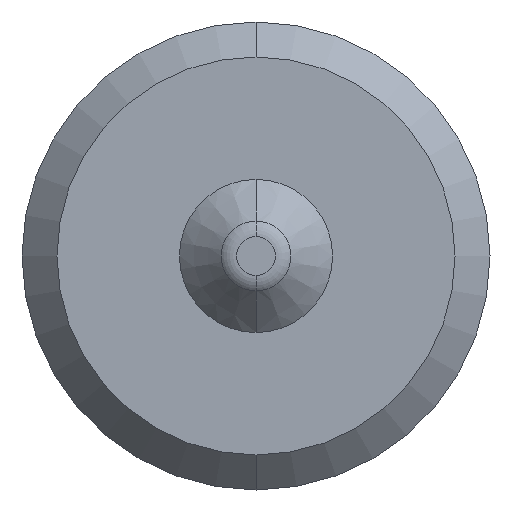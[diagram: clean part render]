
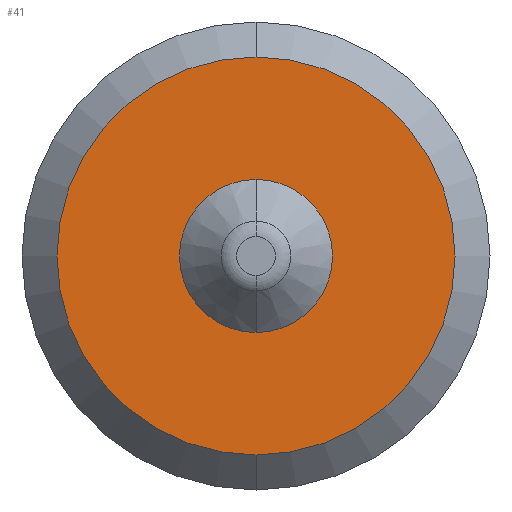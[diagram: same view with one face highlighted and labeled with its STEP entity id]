
A CAD part, front view. The second image highlights one B-rep face of the part: STEP entity #41.
In plain terms, the highlighted planar face has unit normal (0, -1, 0).
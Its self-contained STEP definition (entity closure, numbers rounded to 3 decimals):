
#41 = ADVANCED_FACE ( 'NONE', ( #368, #377 ), #390, .T. ) ;
#99 = AXIS2_PLACEMENT_3D ( 'NONE', #372, #379, #373 ) ;
#166 = AXIS2_PLACEMENT_3D ( 'NONE', #540, #575, #551 ) ;
#179 = AXIS2_PLACEMENT_3D ( 'NONE', #597, #583, #599 ) ;
#193 = CIRCLE ( 'NONE', #179, 4.55 ) ;
#194 = CIRCLE ( 'NONE', #166, 1.75 ) ;
#196 = CIRCLE ( 'NONE', #200, 1.75 ) ;
#200 = AXIS2_PLACEMENT_3D ( 'NONE', #581, #600, #592 ) ;
#273 = AXIS2_PLACEMENT_3D ( 'NONE', #561, #546, #539 ) ;
#277 = CIRCLE ( 'NONE', #273, 4.55 ) ;
#283 = EDGE_CURVE ( 'NONE', #820, #753, #277, .T. ) ;
#284 = EDGE_CURVE ( 'NONE', #795, #770, #194, .T. ) ;
#293 = EDGE_CURVE ( 'NONE', #753, #820, #193, .T. ) ;
#298 = EDGE_CURVE ( 'NONE', #770, #795, #196, .T. ) ;
#368 = FACE_BOUND ( 'NONE', #927, .T. ) ;
#372 = CARTESIAN_POINT ( 'NONE',  ( -4.55, -5., 0. ) ) ;
#373 = DIRECTION ( 'NONE',  ( 0., 0., -1. ) ) ;
#377 = FACE_OUTER_BOUND ( 'NONE', #917, .T. ) ;
#379 = DIRECTION ( 'NONE',  ( 0., -1., 0. ) ) ;
#390 = PLANE ( 'NONE',  #99 ) ;
#539 = DIRECTION ( 'NONE',  ( 0., 0., 1. ) ) ;
#540 = CARTESIAN_POINT ( 'NONE',  ( 0., -5., 0. ) ) ;
#546 = DIRECTION ( 'NONE',  ( 0., 1., 0. ) ) ;
#551 = DIRECTION ( 'NONE',  ( 0., 0., 1. ) ) ;
#561 = CARTESIAN_POINT ( 'NONE',  ( 0., -5., 0. ) ) ;
#575 = DIRECTION ( 'NONE',  ( 0., 1., 0. ) ) ;
#581 = CARTESIAN_POINT ( 'NONE',  ( 0., -5., 0. ) ) ;
#583 = DIRECTION ( 'NONE',  ( 0., 1., 0. ) ) ;
#592 = DIRECTION ( 'NONE',  ( 0., 0., 1. ) ) ;
#597 = CARTESIAN_POINT ( 'NONE',  ( 0., -5., 0. ) ) ;
#599 = DIRECTION ( 'NONE',  ( 0., 0., 1. ) ) ;
#600 = DIRECTION ( 'NONE',  ( 0., 1., 0. ) ) ;
#664 = CARTESIAN_POINT ( 'NONE',  ( 0., -5., -4.55 ) ) ;
#685 = CARTESIAN_POINT ( 'NONE',  ( 0., -5., 1.75 ) ) ;
#695 = CARTESIAN_POINT ( 'NONE',  ( 0., -5., 4.55 ) ) ;
#697 = CARTESIAN_POINT ( 'NONE',  ( 0., -5., -1.75 ) ) ;
#753 = VERTEX_POINT ( 'NONE', #695 ) ;
#770 = VERTEX_POINT ( 'NONE', #697 ) ;
#795 = VERTEX_POINT ( 'NONE', #685 ) ;
#820 = VERTEX_POINT ( 'NONE', #664 ) ;
#867 = ORIENTED_EDGE ( 'NONE', *, *, #283, .F. ) ;
#890 = ORIENTED_EDGE ( 'NONE', *, *, #298, .T. ) ;
#894 = ORIENTED_EDGE ( 'NONE', *, *, #293, .F. ) ;
#916 = ORIENTED_EDGE ( 'NONE', *, *, #284, .T. ) ;
#917 = EDGE_LOOP ( 'NONE', ( #894, #867 ) ) ;
#927 = EDGE_LOOP ( 'NONE', ( #916, #890 ) ) ;
